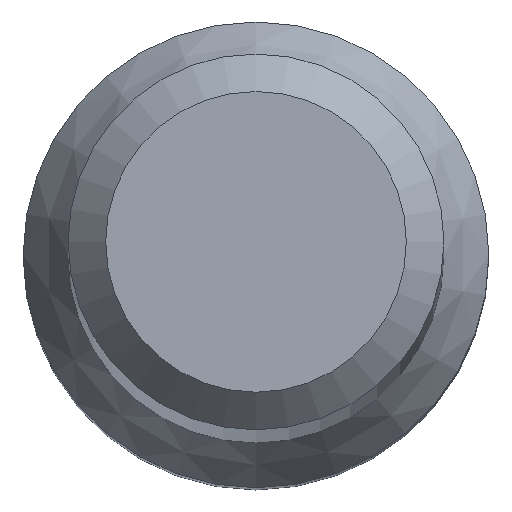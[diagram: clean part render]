
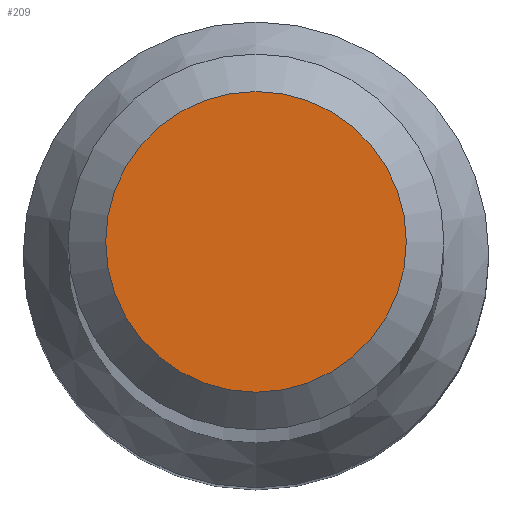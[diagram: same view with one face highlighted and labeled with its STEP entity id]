
A CAD part, top view. The second image highlights one B-rep face of the part: STEP entity #209.
In plain terms, the highlighted planar face has unit normal (0, 0, 1).
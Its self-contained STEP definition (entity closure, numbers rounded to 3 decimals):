
#51 = PLANE ( 'NONE',  #179 ) ;
#58 = ORIENTED_EDGE ( 'NONE', *, *, #129, .F. ) ;
#74 = CARTESIAN_POINT ( 'NONE',  ( 0., 0., 70. ) ) ;
#88 = FACE_OUTER_BOUND ( 'NONE', #226, .T. ) ;
#104 = DIRECTION ( 'NONE',  ( 0., 0., 1. ) ) ;
#126 = DIRECTION ( 'NONE',  ( 0., -1., 0. ) ) ;
#129 = EDGE_CURVE ( 'NONE', #222, #222, #174, .T. ) ;
#130 = CARTESIAN_POINT ( 'NONE',  ( 0., 1.2, 70. ) ) ;
#138 = AXIS2_PLACEMENT_3D ( 'NONE', #178, #237, #212 ) ;
#174 = CIRCLE ( 'NONE', #138, 1.2 ) ;
#178 = CARTESIAN_POINT ( 'NONE',  ( 0., 0., 70. ) ) ;
#179 = AXIS2_PLACEMENT_3D ( 'NONE', #74, #104, #126 ) ;
#209 = ADVANCED_FACE ( 'NONE', ( #88 ), #51, .T. ) ;
#212 = DIRECTION ( 'NONE',  ( 0., 1., 0. ) ) ;
#222 = VERTEX_POINT ( 'NONE', #130 ) ;
#226 = EDGE_LOOP ( 'NONE', ( #58 ) ) ;
#237 = DIRECTION ( 'NONE',  ( 0., 0., -1. ) ) ;
